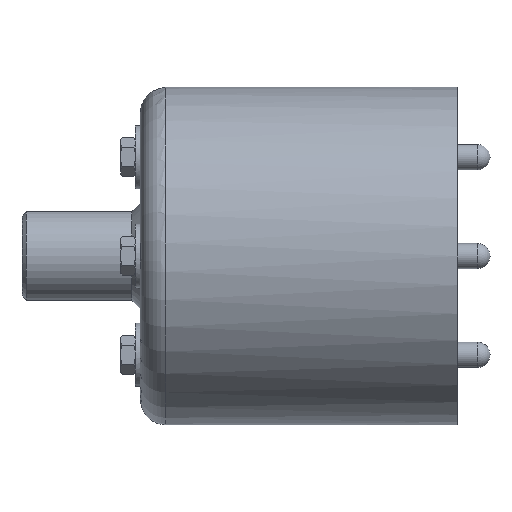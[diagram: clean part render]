
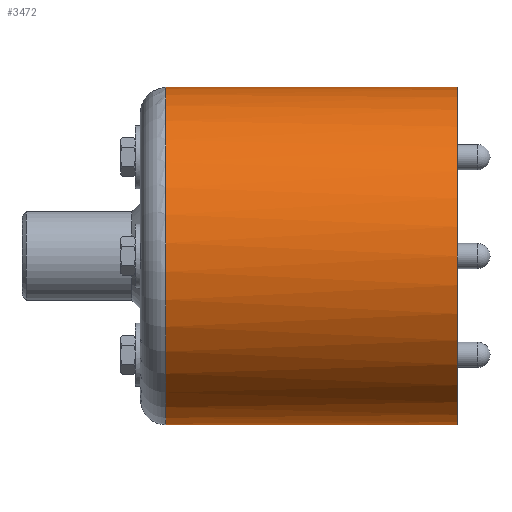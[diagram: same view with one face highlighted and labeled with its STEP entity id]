
A CAD part, left-side view. The second image highlights one B-rep face of the part: STEP entity #3472.
In plain terms, the highlighted cylindrical face has radius 39.95 mm (diameter 79.9 mm), a full revolution.
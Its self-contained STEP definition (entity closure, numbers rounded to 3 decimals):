
#434=FACE_BOUND('',#966,.T.);
#510=CYLINDRICAL_SURFACE('',#3901,39.95);
#626=FACE_OUTER_BOUND('',#965,.T.);
#965=EDGE_LOOP('',(#2589));
#966=EDGE_LOOP('',(#2590));
#1439=CIRCLE('',#3900,39.95);
#1440=CIRCLE('',#3902,39.95);
#1735=VERTEX_POINT('',#5954);
#1736=VERTEX_POINT('',#5957);
#2085=EDGE_CURVE('',#1735,#1735,#1439,.T.);
#2086=EDGE_CURVE('',#1736,#1736,#1440,.T.);
#2589=ORIENTED_EDGE('',*,*,#2086,.F.);
#2590=ORIENTED_EDGE('',*,*,#2085,.F.);
#3472=ADVANCED_FACE('',(#626,#434),#510,.T.);
#3900=AXIS2_PLACEMENT_3D('',#5955,#4640,#4641);
#3901=AXIS2_PLACEMENT_3D('',#5956,#4642,#4643);
#3902=AXIS2_PLACEMENT_3D('',#5958,#4644,#4645);
#4640=DIRECTION('center_axis',(0.,-1.,0.));
#4641=DIRECTION('ref_axis',(1.,0.,0.));
#4642=DIRECTION('center_axis',(0.,-1.,0.));
#4643=DIRECTION('ref_axis',(1.,0.,0.));
#4644=DIRECTION('center_axis',(0.,1.,0.));
#4645=DIRECTION('ref_axis',(-1.,0.,0.));
#5954=CARTESIAN_POINT('',(39.95,-75.,0.));
#5955=CARTESIAN_POINT('Origin',(0.,-75.,0.));
#5956=CARTESIAN_POINT('Origin',(0.,0.,0.));
#5957=CARTESIAN_POINT('',(39.95,-6.,0.));
#5958=CARTESIAN_POINT('Origin',(0.,-6.,0.));
